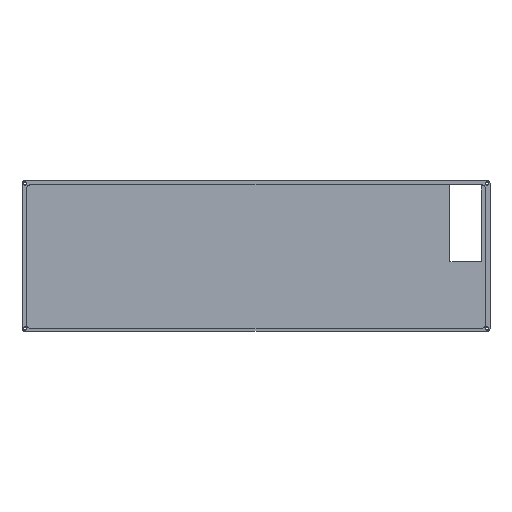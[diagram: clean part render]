
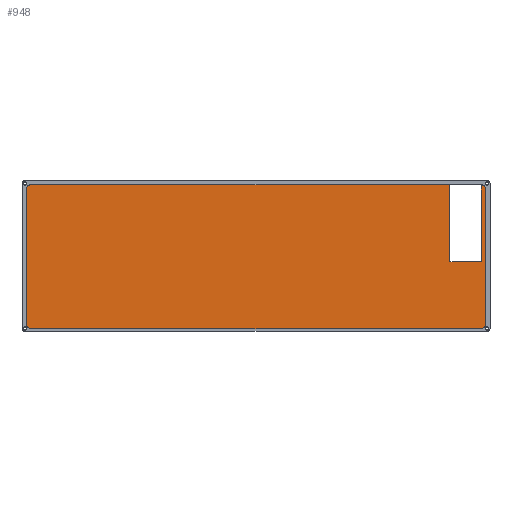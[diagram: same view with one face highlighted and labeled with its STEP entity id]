
A CAD part, top view. The second image highlights one B-rep face of the part: STEP entity #948.
In plain terms, the highlighted planar face has unit normal (0, 0, 1).
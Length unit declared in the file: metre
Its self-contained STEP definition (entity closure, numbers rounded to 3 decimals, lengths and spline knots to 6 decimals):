
#55=LINE('',#1440,#117);
#79=LINE('',#1509,#141);
#85=LINE('',#1527,#147);
#89=LINE('',#1539,#151);
#93=LINE('',#1551,#155);
#97=LINE('',#1562,#159);
#102=LINE('',#1576,#164);
#117=VECTOR('',#1144,1.);
#141=VECTOR('',#1206,1.);
#147=VECTOR('',#1222,1.);
#151=VECTOR('',#1234,1.);
#155=VECTOR('',#1246,1.);
#159=VECTOR('',#1258,1.);
#164=VECTOR('',#1273,1.);
#186=PLANE('',#1052);
#319=ORIENTED_EDGE('',*,*,#541,.F.);
#320=ORIENTED_EDGE('',*,*,#538,.T.);
#321=ORIENTED_EDGE('',*,*,#535,.F.);
#322=ORIENTED_EDGE('',*,*,#532,.T.);
#323=ORIENTED_EDGE('',*,*,#529,.T.);
#324=ORIENTED_EDGE('',*,*,#526,.T.);
#325=ORIENTED_EDGE('',*,*,#523,.T.);
#326=ORIENTED_EDGE('',*,*,#520,.T.);
#327=ORIENTED_EDGE('',*,*,#514,.F.);
#328=ORIENTED_EDGE('',*,*,#545,.F.);
#329=ORIENTED_EDGE('',*,*,#548,.F.);
#330=ORIENTED_EDGE('',*,*,#550,.F.);
#331=ORIENTED_EDGE('',*,*,#480,.T.);
#480=EDGE_CURVE('',#613,#617,#55,.T.);
#514=EDGE_CURVE('',#643,#644,#79,.T.);
#520=EDGE_CURVE('',#649,#644,#708,.T.);
#523=EDGE_CURVE('',#651,#649,#85,.T.);
#526=EDGE_CURVE('',#653,#651,#710,.T.);
#529=EDGE_CURVE('',#655,#653,#89,.T.);
#532=EDGE_CURVE('',#657,#655,#712,.T.);
#535=EDGE_CURVE('',#657,#659,#93,.T.);
#538=EDGE_CURVE('',#661,#659,#714,.T.);
#541=EDGE_CURVE('',#661,#617,#97,.T.);
#545=EDGE_CURVE('',#663,#643,#715,.T.);
#548=EDGE_CURVE('',#665,#663,#102,.T.);
#550=EDGE_CURVE('',#613,#665,#716,.T.);
#613=VERTEX_POINT('',#1431);
#617=VERTEX_POINT('',#1439);
#643=VERTEX_POINT('',#1508);
#644=VERTEX_POINT('',#1510);
#649=VERTEX_POINT('',#1522);
#651=VERTEX_POINT('',#1528);
#653=VERTEX_POINT('',#1534);
#655=VERTEX_POINT('',#1540);
#657=VERTEX_POINT('',#1546);
#659=VERTEX_POINT('',#1552);
#661=VERTEX_POINT('',#1558);
#663=VERTEX_POINT('',#1569);
#665=VERTEX_POINT('',#1575);
#708=CIRCLE('',#1030,0.003);
#710=CIRCLE('',#1034,0.003);
#712=CIRCLE('',#1038,0.003);
#714=CIRCLE('',#1042,0.003);
#715=CIRCLE('',#1047,0.0005);
#716=CIRCLE('',#1051,0.0005);
#778=EDGE_LOOP('',(#319,#320,#321,#322,#323,#324,#325,#326,#327,#328,#329,
#330,#331));
#853=FACE_BOUND('',#778,.T.);
#948=ADVANCED_FACE('',(#853),#186,.T.);
#1030=AXIS2_PLACEMENT_3D('',#1521,#1216,#1217);
#1034=AXIS2_PLACEMENT_3D('',#1533,#1228,#1229);
#1038=AXIS2_PLACEMENT_3D('',#1545,#1240,#1241);
#1042=AXIS2_PLACEMENT_3D('',#1557,#1252,#1253);
#1047=AXIS2_PLACEMENT_3D('',#1570,#1267,#1268);
#1051=AXIS2_PLACEMENT_3D('',#1579,#1278,#1279);
#1052=AXIS2_PLACEMENT_3D('',#1580,#1280,#1281);
#1144=DIRECTION('',(0.,1.,0.));
#1206=DIRECTION('',(0.,1.,0.));
#1216=DIRECTION('',(0.,0.,1.));
#1217=DIRECTION('',(1.,0.,0.));
#1222=DIRECTION('',(0.,1.,0.));
#1228=DIRECTION('',(0.,0.,1.));
#1229=DIRECTION('',(1.,0.,0.));
#1234=DIRECTION('',(1.,0.,0.));
#1240=DIRECTION('',(0.,0.,1.));
#1241=DIRECTION('',(1.,0.,0.));
#1246=DIRECTION('',(0.,1.,0.));
#1252=DIRECTION('',(0.,0.,1.));
#1253=DIRECTION('',(1.,0.,0.));
#1258=DIRECTION('',(1.,0.,0.));
#1267=DIRECTION('',(0.,0.,1.));
#1268=DIRECTION('',(1.,0.,0.));
#1273=DIRECTION('',(1.,0.,0.));
#1278=DIRECTION('',(0.,0.,1.));
#1279=DIRECTION('',(1.,0.,0.));
#1280=DIRECTION('',(0.,0.,1.));
#1281=DIRECTION('',(1.,0.,0.));
#1431=CARTESIAN_POINT('',(0.289038,-0.05111,-0.00375));
#1439=CARTESIAN_POINT('',(0.289038,0.001,-0.00375));
#1440=CARTESIAN_POINT('',(0.289038,-0.025055,-0.00375));
#1508=CARTESIAN_POINT('',(0.311038,-0.05111,-0.00375));
#1509=CARTESIAN_POINT('',(0.311038,-0.025055,-0.00375));
#1510=CARTESIAN_POINT('',(0.311038,0.001,-0.00375));
#1521=CARTESIAN_POINT('',(0.311,-0.002,-0.00375));
#1522=CARTESIAN_POINT('',(0.314,-0.002,-0.00375));
#1527=CARTESIAN_POINT('',(0.314,-0.04825,-0.00375));
#1528=CARTESIAN_POINT('',(0.314,-0.0945,-0.00375));
#1533=CARTESIAN_POINT('',(0.311,-0.0945,-0.00375));
#1534=CARTESIAN_POINT('',(0.311,-0.0975,-0.00375));
#1539=CARTESIAN_POINT('',(0.1565,-0.0975,-0.00375));
#1540=CARTESIAN_POINT('',(0.002,-0.0975,-0.00375));
#1545=CARTESIAN_POINT('',(0.002,-0.0945,-0.00375));
#1546=CARTESIAN_POINT('',(-0.001,-0.0945,-0.00375));
#1551=CARTESIAN_POINT('',(-0.001,-0.04825,-0.00375));
#1552=CARTESIAN_POINT('',(-0.001,-0.002,-0.00375));
#1557=CARTESIAN_POINT('',(0.002,-0.002,-0.00375));
#1558=CARTESIAN_POINT('',(0.002,0.001,-0.00375));
#1562=CARTESIAN_POINT('',(0.145519,0.001,-0.00375));
#1569=CARTESIAN_POINT('',(0.310538,-0.05161,-0.00375));
#1570=CARTESIAN_POINT('',(0.310538,-0.05111,-0.00375));
#1575=CARTESIAN_POINT('',(0.289538,-0.05161,-0.00375));
#1576=CARTESIAN_POINT('',(0.300038,-0.05161,-0.00375));
#1579=CARTESIAN_POINT('',(0.289538,-0.05111,-0.00375));
#1580=CARTESIAN_POINT('',(0.1565,-0.04775,-0.00375));
